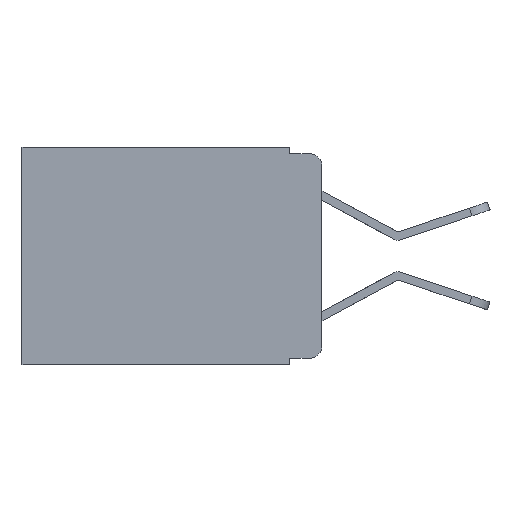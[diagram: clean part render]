
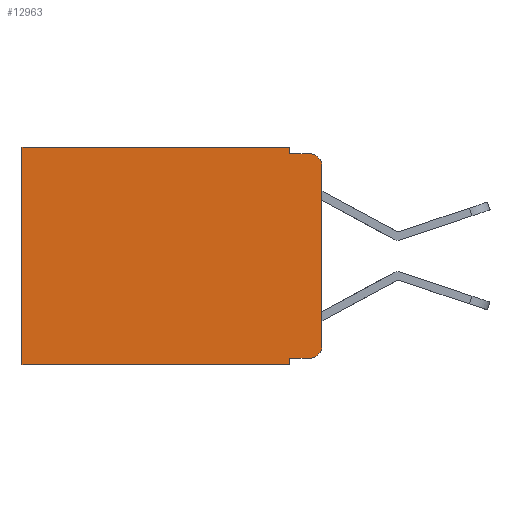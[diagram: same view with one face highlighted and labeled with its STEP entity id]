
A CAD part, left-side view. The second image highlights one B-rep face of the part: STEP entity #12963.
In plain terms, the highlighted planar face has unit normal (-1, 0, 0).
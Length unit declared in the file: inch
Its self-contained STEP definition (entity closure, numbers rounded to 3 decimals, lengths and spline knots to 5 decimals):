
#245 = DIRECTION ( 'NONE',  ( 0., -1., 0. ) ) ;
#742 = EDGE_CURVE ( 'NONE', #6900, #19047, #8888, .T. ) ;
#876 = CARTESIAN_POINT ( 'NONE',  ( 0.298, 0., 0. ) ) ;
#1122 = CARTESIAN_POINT ( 'NONE',  ( 0.298, 0., -0.313 ) ) ;
#1331 = CARTESIAN_POINT ( 'NONE',  ( 0.298, 0.473, 0. ) ) ;
#1549 = CARTESIAN_POINT ( 'NONE',  ( 0.298, 0.02, -0.313 ) ) ;
#1794 = CARTESIAN_POINT ( 'NONE',  ( 0.298, 0.02, -0.01 ) ) ;
#2432 = DIRECTION ( 'NONE',  ( 0., 0., -1. ) ) ;
#2568 = DIRECTION ( 'NONE',  ( 0., -1., 0. ) ) ;
#2631 = ORIENTED_EDGE ( 'NONE', *, *, #742, .T. ) ;
#2994 = LINE ( 'NONE', #4628, #18054 ) ;
#3038 = EDGE_CURVE ( 'NONE', #9540, #12172, #2994, .T. ) ;
#3061 = PLANE ( 'NONE',  #7631 ) ;
#3101 = AXIS2_PLACEMENT_3D ( 'NONE', #1549, #6417, #9641 ) ;
#3143 = ORIENTED_EDGE ( 'NONE', *, *, #7740, .F. ) ;
#3212 = EDGE_CURVE ( 'NONE', #20285, #10315, #5779, .T. ) ;
#3228 = CARTESIAN_POINT ( 'NONE',  ( 0.298, 0., -0.343 ) ) ;
#3719 = CARTESIAN_POINT ( 'NONE',  ( 0.298, 0.051, -0.343 ) ) ;
#4381 = CARTESIAN_POINT ( 'NONE',  ( 0.298, 0.02, -0.333 ) ) ;
#4628 = CARTESIAN_POINT ( 'NONE',  ( 0.298, 0.051, 0. ) ) ;
#4632 = DIRECTION ( 'NONE',  ( 0., 0., -1. ) ) ;
#4772 = DIRECTION ( 'NONE',  ( 0., 0., -1. ) ) ;
#4804 = ORIENTED_EDGE ( 'NONE', *, *, #3038, .F. ) ;
#4912 = ORIENTED_EDGE ( 'NONE', *, *, #18618, .T. ) ;
#5521 = CARTESIAN_POINT ( 'NONE',  ( 0.298, 0.051, 0. ) ) ;
#5529 = VECTOR ( 'NONE', #20314, 39.37008 ) ;
#5779 = LINE ( 'NONE', #1331, #5529 ) ;
#5860 = VECTOR ( 'NONE', #2568, 39.37008 ) ;
#5879 = VERTEX_POINT ( 'NONE', #11325 ) ;
#5943 = CARTESIAN_POINT ( 'NONE',  ( 0.298, 0.473, -0.343 ) ) ;
#6417 = DIRECTION ( 'NONE',  ( -1., 0., 0. ) ) ;
#6813 = FACE_OUTER_BOUND ( 'NONE', #11248, .T. ) ;
#6900 = VERTEX_POINT ( 'NONE', #15113 ) ;
#6959 = VERTEX_POINT ( 'NONE', #10662 ) ;
#7277 = ORIENTED_EDGE ( 'NONE', *, *, #11680, .T. ) ;
#7405 = LINE ( 'NONE', #3228, #12195 ) ;
#7631 = AXIS2_PLACEMENT_3D ( 'NONE', #20656, #8063, #4632 ) ;
#7740 = EDGE_CURVE ( 'NONE', #5879, #6959, #13842, .T. ) ;
#8063 = DIRECTION ( 'NONE',  ( 1., 0., 0. ) ) ;
#8217 = CARTESIAN_POINT ( 'NONE',  ( 0.298, 0.473, 0. ) ) ;
#8303 = CARTESIAN_POINT ( 'NONE',  ( 0.298, 0.051, -0.333 ) ) ;
#8888 = CIRCLE ( 'NONE', #10042, 0.02 ) ;
#9540 = VERTEX_POINT ( 'NONE', #8303 ) ;
#9581 = VECTOR ( 'NONE', #15184, 39.37008 ) ;
#9641 = DIRECTION ( 'NONE',  ( 0., 0., -1. ) ) ;
#9662 = CARTESIAN_POINT ( 'NONE',  ( 0.298, 0., 0. ) ) ;
#10042 = AXIS2_PLACEMENT_3D ( 'NONE', #13118, #13629, #16526 ) ;
#10315 = VERTEX_POINT ( 'NONE', #5943 ) ;
#10662 = CARTESIAN_POINT ( 'NONE',  ( 0.298, 0.051, -0.01 ) ) ;
#10925 = LINE ( 'NONE', #19308, #19143 ) ;
#10948 = EDGE_CURVE ( 'NONE', #12172, #10315, #7405, .T. ) ;
#11033 = CIRCLE ( 'NONE', #3101, 0.02 ) ;
#11237 = LINE ( 'NONE', #9662, #18710 ) ;
#11248 = EDGE_LOOP ( 'NONE', ( #11896, #2631, #13011, #3143, #14669, #17537, #14905, #4804, #7277, #4912 ) ) ;
#11325 = CARTESIAN_POINT ( 'NONE',  ( 0.298, 0.051, 0. ) ) ;
#11544 = EDGE_CURVE ( 'NONE', #6900, #19957, #18133, .T. ) ;
#11680 = EDGE_CURVE ( 'NONE', #9540, #15991, #14129, .T. ) ;
#11896 = ORIENTED_EDGE ( 'NONE', *, *, #11544, .F. ) ;
#12172 = VERTEX_POINT ( 'NONE', #3719 ) ;
#12195 = VECTOR ( 'NONE', #14418, 39.37008 ) ;
#12963 = ADVANCED_FACE ( 'NONE', ( #6813 ), #3061, .F. ) ;
#13011 = ORIENTED_EDGE ( 'NONE', *, *, #17425, .F. ) ;
#13118 = CARTESIAN_POINT ( 'NONE',  ( 0.298, 0.02, -0.03 ) ) ;
#13394 = VECTOR ( 'NONE', #2432, 39.37008 ) ;
#13629 = DIRECTION ( 'NONE',  ( -1., 0., 0. ) ) ;
#13842 = LINE ( 'NONE', #5521, #9581 ) ;
#14129 = LINE ( 'NONE', #17008, #5860 ) ;
#14418 = DIRECTION ( 'NONE',  ( 0., 1., 0. ) ) ;
#14669 = ORIENTED_EDGE ( 'NONE', *, *, #16039, .T. ) ;
#14905 = ORIENTED_EDGE ( 'NONE', *, *, #10948, .F. ) ;
#15113 = CARTESIAN_POINT ( 'NONE',  ( 0.298, 0., -0.03 ) ) ;
#15184 = DIRECTION ( 'NONE',  ( 0., 0., -1. ) ) ;
#15991 = VERTEX_POINT ( 'NONE', #4381 ) ;
#16039 = EDGE_CURVE ( 'NONE', #5879, #20285, #11237, .T. ) ;
#16526 = DIRECTION ( 'NONE',  ( 0., 0., -1. ) ) ;
#17008 = CARTESIAN_POINT ( 'NONE',  ( 0.298, 0.051, -0.333 ) ) ;
#17425 = EDGE_CURVE ( 'NONE', #6959, #19047, #10925, .T. ) ;
#17486 = DIRECTION ( 'NONE',  ( 0., 1., 0. ) ) ;
#17537 = ORIENTED_EDGE ( 'NONE', *, *, #3212, .T. ) ;
#18054 = VECTOR ( 'NONE', #4772, 39.37008 ) ;
#18133 = LINE ( 'NONE', #876, #13394 ) ;
#18618 = EDGE_CURVE ( 'NONE', #15991, #19957, #11033, .T. ) ;
#18710 = VECTOR ( 'NONE', #17486, 39.37008 ) ;
#19047 = VERTEX_POINT ( 'NONE', #1794 ) ;
#19143 = VECTOR ( 'NONE', #245, 39.37008 ) ;
#19308 = CARTESIAN_POINT ( 'NONE',  ( 0.298, 0.051, -0.01 ) ) ;
#19957 = VERTEX_POINT ( 'NONE', #1122 ) ;
#20285 = VERTEX_POINT ( 'NONE', #8217 ) ;
#20314 = DIRECTION ( 'NONE',  ( 0., 0., -1. ) ) ;
#20656 = CARTESIAN_POINT ( 'NONE',  ( 0.298, 0., 0. ) ) ;
